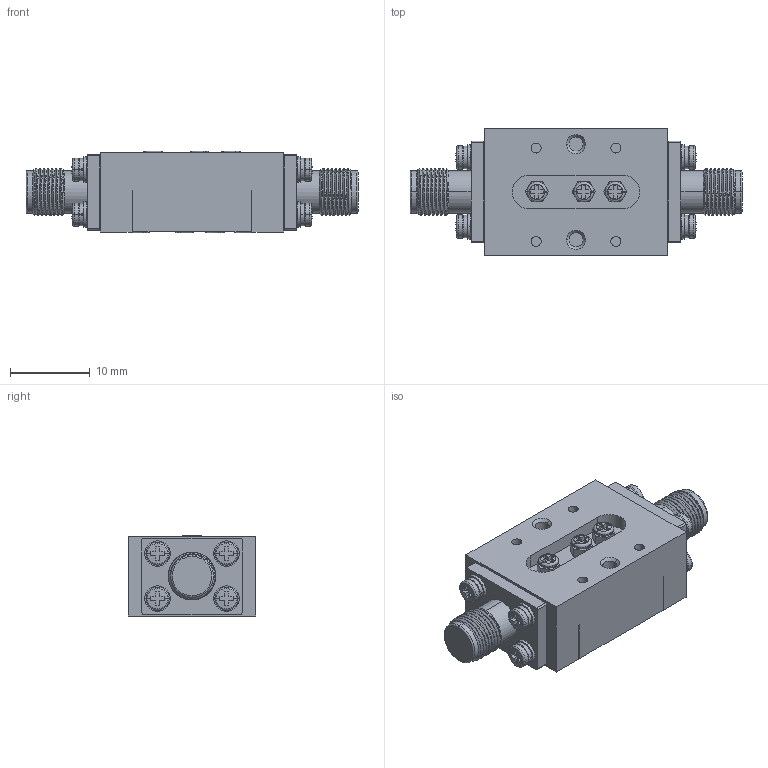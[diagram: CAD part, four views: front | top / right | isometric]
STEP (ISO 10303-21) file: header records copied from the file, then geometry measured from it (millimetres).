
FILE_DESCRIPTION (( 'STEP AP214' ), '1' );
FILE_NAME ('CF-HKA-JX1.STEP', '2026-02-06T17:41:53', ( '' ), ( '' ), 'SwSTEP 2.0', 'SolidWorks 2021', '' );
FILE_SCHEMA (( 'AUTOMOTIVE_DESIGN' ));
Length unit declared in the file: inch
Products named in the file (1): CF-HKA-JX1
Bounding box: 41.6 x 16 x 10.17 mm (x, y, z)
Volume: 4268.3 mm3; surface area: 4076.6 mm2
Topology: 16 solids, 24 shells, 1083 faces, 2716 edges, 1718 vertices
Faces by surface type: plane 479, cylinder 288, cone 164, torus 108, bspline 28, sphere 16
Entity records: 49666 total; most frequent: CARTESIAN_POINT 9690, DIRECTION 5504, ORIENTED_EDGE 5432, EDGE_CURVE 2716, AXIS2_PLACEMENT_3D 2056, VERTEX_POINT 1718, LINE 1392, VECTOR 1392
